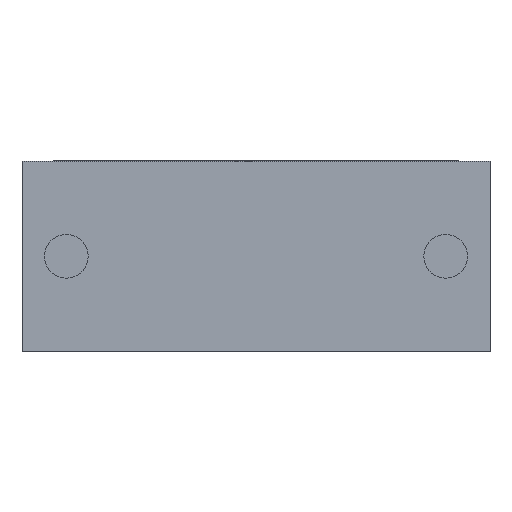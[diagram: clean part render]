
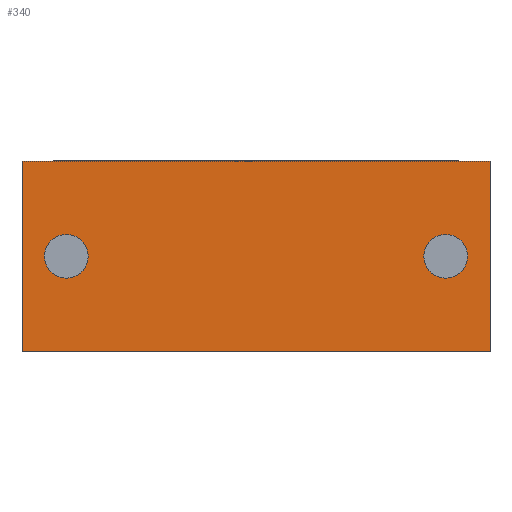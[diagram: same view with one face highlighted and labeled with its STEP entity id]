
A CAD part, front view. The second image highlights one B-rep face of the part: STEP entity #340.
In plain terms, the highlighted planar face has unit normal (0, -1, 0).
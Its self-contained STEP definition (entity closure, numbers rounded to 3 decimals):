
#10 = CIRCLE ( 'NONE', #1994, 0.22 ) ;
#65 = LINE ( 'NONE', #2359, #257 ) ;
#176 = CIRCLE ( 'NONE', #1930, 0.22 ) ;
#235 = LINE ( 'NONE', #1800, #2953 ) ;
#257 = VECTOR ( 'NONE', #1125, 1000. ) ;
#267 = LINE ( 'NONE', #2930, #2446 ) ;
#340 = ADVANCED_FACE ( 'NONE', ( #1987, #2101, #1247 ), #1035, .F. ) ;
#417 = DIRECTION ( 'NONE',  ( 1., 0., 0. ) ) ;
#443 = AXIS2_PLACEMENT_3D ( 'NONE', #2252, #1246, #2504 ) ;
#589 = EDGE_LOOP ( 'NONE', ( #1186, #2323 ) ) ;
#694 = VERTEX_POINT ( 'NONE', #1927 ) ;
#711 = CARTESIAN_POINT ( 'NONE',  ( 0.445, 0., 0.955 ) ) ;
#830 = LINE ( 'NONE', #1121, #2928 ) ;
#844 = EDGE_CURVE ( 'NONE', #694, #935, #1756, .T. ) ;
#856 = EDGE_CURVE ( 'NONE', #2023, #2015, #235, .T. ) ;
#898 = CARTESIAN_POINT ( 'NONE',  ( 0., 0., 0. ) ) ;
#935 = VERTEX_POINT ( 'NONE', #2119 ) ;
#978 = CARTESIAN_POINT ( 'NONE',  ( 4.255, 0., 0.955 ) ) ;
#1035 = PLANE ( 'NONE',  #3216 ) ;
#1121 = CARTESIAN_POINT ( 'NONE',  ( 4.7, 0., 1.91 ) ) ;
#1125 = DIRECTION ( 'NONE',  ( 1., 0., 0. ) ) ;
#1186 = ORIENTED_EDGE ( 'NONE', *, *, #2960, .F. ) ;
#1243 = CARTESIAN_POINT ( 'NONE',  ( 4.7, 0., 1.91 ) ) ;
#1246 = DIRECTION ( 'NONE',  ( 0., -1., 0. ) ) ;
#1247 = FACE_BOUND ( 'NONE', #589, .T. ) ;
#1295 = EDGE_CURVE ( 'NONE', #2023, #1510, #267, .T. ) ;
#1322 = EDGE_LOOP ( 'NONE', ( #2320, #1967 ) ) ;
#1357 = ORIENTED_EDGE ( 'NONE', *, *, #2662, .F. ) ;
#1435 = AXIS2_PLACEMENT_3D ( 'NONE', #711, #2458, #2937 ) ;
#1469 = DIRECTION ( 'NONE',  ( -1., 0., 0. ) ) ;
#1508 = DIRECTION ( 'NONE',  ( 0., 1., 0. ) ) ;
#1510 = VERTEX_POINT ( 'NONE', #1992 ) ;
#1533 = DIRECTION ( 'NONE',  ( 0., 0., -1. ) ) ;
#1550 = CARTESIAN_POINT ( 'NONE',  ( 4.035, 0., 0.955 ) ) ;
#1756 = CIRCLE ( 'NONE', #1435, 0.22 ) ;
#1793 = VERTEX_POINT ( 'NONE', #2593 ) ;
#1800 = CARTESIAN_POINT ( 'NONE',  ( 0., 0., 1.91 ) ) ;
#1804 = CARTESIAN_POINT ( 'NONE',  ( 4.7, 0., 0. ) ) ;
#1916 = DIRECTION ( 'NONE',  ( 0., 0., -1. ) ) ;
#1925 = CARTESIAN_POINT ( 'NONE',  ( 0., 0., 1.91 ) ) ;
#1927 = CARTESIAN_POINT ( 'NONE',  ( 0.665, 0., 0.955 ) ) ;
#1930 = AXIS2_PLACEMENT_3D ( 'NONE', #978, #3272, #1469 ) ;
#1967 = ORIENTED_EDGE ( 'NONE', *, *, #844, .F. ) ;
#1987 = FACE_BOUND ( 'NONE', #1322, .T. ) ;
#1992 = CARTESIAN_POINT ( 'NONE',  ( 4.7, 0., 1.91 ) ) ;
#1994 = AXIS2_PLACEMENT_3D ( 'NONE', #3154, #2186, #2441 ) ;
#2015 = VERTEX_POINT ( 'NONE', #898 ) ;
#2023 = VERTEX_POINT ( 'NONE', #1925 ) ;
#2101 = FACE_OUTER_BOUND ( 'NONE', #2465, .T. ) ;
#2119 = CARTESIAN_POINT ( 'NONE',  ( 0.225, 0., 0.955 ) ) ;
#2186 = DIRECTION ( 'NONE',  ( 0., -1., 0. ) ) ;
#2252 = CARTESIAN_POINT ( 'NONE',  ( 4.255, 0., 0.955 ) ) ;
#2320 = ORIENTED_EDGE ( 'NONE', *, *, #2758, .F. ) ;
#2323 = ORIENTED_EDGE ( 'NONE', *, *, #2946, .F. ) ;
#2359 = CARTESIAN_POINT ( 'NONE',  ( 4.7, 0., 0. ) ) ;
#2416 = VERTEX_POINT ( 'NONE', #1550 ) ;
#2419 = VERTEX_POINT ( 'NONE', #1804 ) ;
#2441 = DIRECTION ( 'NONE',  ( -1., 0., 0. ) ) ;
#2446 = VECTOR ( 'NONE', #417, 1000. ) ;
#2458 = DIRECTION ( 'NONE',  ( 0., -1., 0. ) ) ;
#2465 = EDGE_LOOP ( 'NONE', ( #2835, #1357, #3161, #3072 ) ) ;
#2504 = DIRECTION ( 'NONE',  ( -1., 0., 0. ) ) ;
#2593 = CARTESIAN_POINT ( 'NONE',  ( 4.475, 0., 0.955 ) ) ;
#2662 = EDGE_CURVE ( 'NONE', #1510, #2419, #830, .T. ) ;
#2758 = EDGE_CURVE ( 'NONE', #935, #694, #10, .T. ) ;
#2835 = ORIENTED_EDGE ( 'NONE', *, *, #3244, .T. ) ;
#2928 = VECTOR ( 'NONE', #1916, 1000. ) ;
#2930 = CARTESIAN_POINT ( 'NONE',  ( 4.7, 0., 1.91 ) ) ;
#2937 = DIRECTION ( 'NONE',  ( -1., 0., 0. ) ) ;
#2946 = EDGE_CURVE ( 'NONE', #1793, #2416, #176, .T. ) ;
#2953 = VECTOR ( 'NONE', #1533, 1000. ) ;
#2960 = EDGE_CURVE ( 'NONE', #2416, #1793, #3090, .T. ) ;
#3072 = ORIENTED_EDGE ( 'NONE', *, *, #856, .T. ) ;
#3090 = CIRCLE ( 'NONE', #443, 0.22 ) ;
#3154 = CARTESIAN_POINT ( 'NONE',  ( 0.445, 0., 0.955 ) ) ;
#3161 = ORIENTED_EDGE ( 'NONE', *, *, #1295, .F. ) ;
#3216 = AXIS2_PLACEMENT_3D ( 'NONE', #1243, #1508, #3268 ) ;
#3244 = EDGE_CURVE ( 'NONE', #2015, #2419, #65, .T. ) ;
#3268 = DIRECTION ( 'NONE',  ( -1., 0., 0. ) ) ;
#3272 = DIRECTION ( 'NONE',  ( 0., -1., 0. ) ) ;
